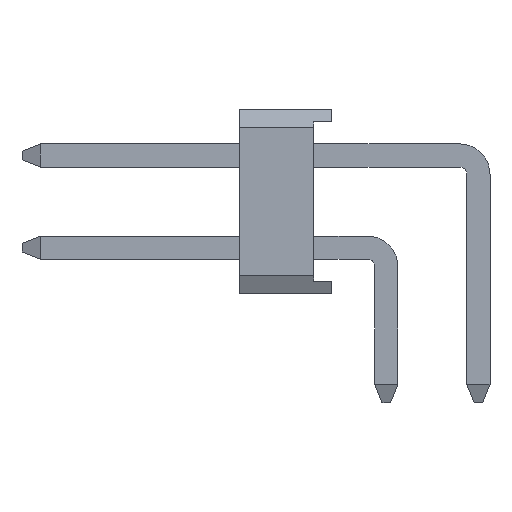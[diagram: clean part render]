
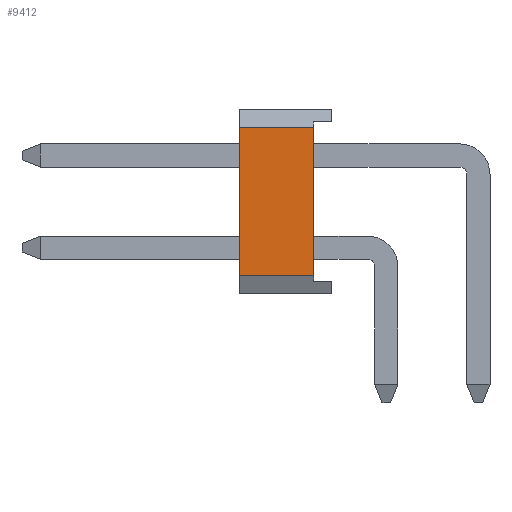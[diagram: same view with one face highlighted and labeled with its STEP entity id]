
A CAD part, left-side view. The second image highlights one B-rep face of the part: STEP entity #9412.
In plain terms, the highlighted planar face has unit normal (-1, 0, 0).
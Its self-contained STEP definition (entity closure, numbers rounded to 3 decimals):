
#1388=ORIENTED_EDGE('',*,*,#2593,.F.);
#1389=ORIENTED_EDGE('',*,*,#2658,.T.);
#1390=ORIENTED_EDGE('',*,*,#2654,.T.);
#1391=ORIENTED_EDGE('',*,*,#2659,.T.);
#2593=EDGE_CURVE('',#3330,#3331,#4073,.T.);
#2654=EDGE_CURVE('',#3363,#3362,#4134,.T.);
#2658=EDGE_CURVE('',#3330,#3363,#4138,.T.);
#2659=EDGE_CURVE('',#3362,#3331,#4139,.T.);
#3330=VERTEX_POINT('',#12970);
#3331=VERTEX_POINT('',#12972);
#3362=VERTEX_POINT('',#13086);
#3363=VERTEX_POINT('',#13088);
#4073=LINE('',#12971,#4961);
#4134=LINE('',#13087,#5022);
#4138=LINE('',#13095,#5026);
#4139=LINE('',#13097,#5027);
#4961=VECTOR('',#11097,1000.);
#5022=VECTOR('',#11204,1000.);
#5026=VECTOR('',#11214,1000.);
#5027=VECTOR('',#11217,1000.);
#5576=EDGE_LOOP('',(#1388,#1389,#1390,#1391));
#5986=FACE_BOUND('',#5576,.T.);
#6354=PLANE('',#9857);
#9412=ADVANCED_FACE('',(#5986),#6354,.T.);
#9857=AXIS2_PLACEMENT_3D('',#13096,#11215,#11216);
#11097=DIRECTION('',(0.,0.,1.));
#11204=DIRECTION('',(0.,0.,1.));
#11214=DIRECTION('',(0.,-1.,0.));
#11215=DIRECTION('',(-1.,0.,0.));
#11216=DIRECTION('',(0.,0.,1.));
#11217=DIRECTION('',(0.,1.,0.));
#12970=CARTESIAN_POINT('',(-8.89,2.04,-0.77));
#12971=CARTESIAN_POINT('',(-8.89,2.04,-17.633));
#12972=CARTESIAN_POINT('',(-8.89,2.04,1.27));
#13086=CARTESIAN_POINT('',(-8.89,-2.04,1.27));
#13087=CARTESIAN_POINT('',(-8.89,-2.04,-17.633));
#13088=CARTESIAN_POINT('',(-8.89,-2.04,-0.77));
#13095=CARTESIAN_POINT('',(-8.89,-2.54,-0.77));
#13096=CARTESIAN_POINT('',(-8.89,-2.54,-1.27));
#13097=CARTESIAN_POINT('',(-8.89,-2.54,1.27));
